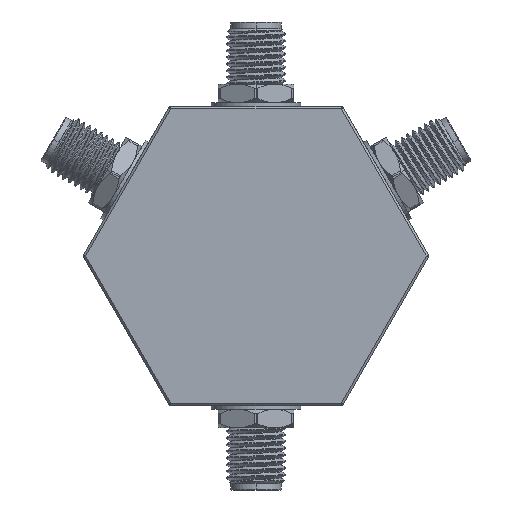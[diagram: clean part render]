
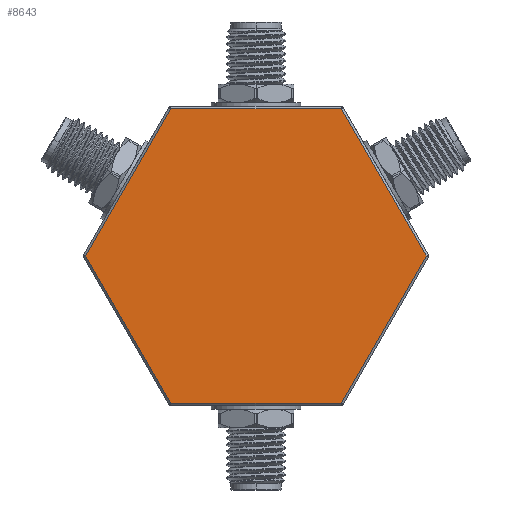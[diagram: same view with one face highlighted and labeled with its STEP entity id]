
A CAD part, front view. The second image highlights one B-rep face of the part: STEP entity #8643.
In plain terms, the highlighted planar face has unit normal (0, -1, 0).
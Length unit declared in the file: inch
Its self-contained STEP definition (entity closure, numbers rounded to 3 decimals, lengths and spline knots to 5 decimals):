
#810 = LINE ( 'NONE', #13838, #8973 ) ;
#987 = LINE ( 'NONE', #8357, #2071 ) ;
#1191 = CARTESIAN_POINT ( 'NONE',  ( 0., -0.325, 0. ) ) ;
#1555 = VERTEX_POINT ( 'NONE', #14982 ) ;
#1718 = CARTESIAN_POINT ( 'NONE',  ( -0.53261, -0.325, 0.3075 ) ) ;
#2071 = VECTOR ( 'NONE', #17183, 39.37008 ) ;
#3158 = LINE ( 'NONE', #18107, #16237 ) ;
#4167 = DIRECTION ( 'NONE',  ( 1., 0., 0. ) ) ;
#4765 = VERTEX_POINT ( 'NONE', #11259 ) ;
#4848 = ORIENTED_EDGE ( 'NONE', *, *, #15325, .T. ) ;
#4919 = VECTOR ( 'NONE', #7560, 39.37008 ) ;
#5039 = DIRECTION ( 'NONE',  ( -0.5, 0., 0.866 ) ) ;
#5170 = EDGE_CURVE ( 'NONE', #8830, #14443, #810, .T. ) ;
#6254 = CARTESIAN_POINT ( 'NONE',  ( 0., -0.325, 0.615 ) ) ;
#6911 = EDGE_CURVE ( 'NONE', #4765, #8830, #3158, .T. ) ;
#6916 = EDGE_CURVE ( 'NONE', #8033, #17906, #16475, .T. ) ;
#7336 = EDGE_LOOP ( 'NONE', ( #18181, #9964, #14551, #4848, #9526, #14616 ) ) ;
#7413 = CARTESIAN_POINT ( 'NONE',  ( -0.71014, -0.325, 0. ) ) ;
#7560 = DIRECTION ( 'NONE',  ( -0.5, 0., -0.866 ) ) ;
#8033 = VERTEX_POINT ( 'NONE', #13372 ) ;
#8357 = CARTESIAN_POINT ( 'NONE',  ( 0., -0.325, -0.615 ) ) ;
#8360 = EDGE_CURVE ( 'NONE', #17906, #1555, #18357, .T. ) ;
#8469 = PLANE ( 'NONE',  #16515 ) ;
#8643 = ADVANCED_FACE ( 'NONE', ( #17201 ), #8469, .F. ) ;
#8830 = VERTEX_POINT ( 'NONE', #15652 ) ;
#8973 = VECTOR ( 'NONE', #5039, 39.37008 ) ;
#9526 = ORIENTED_EDGE ( 'NONE', *, *, #6916, .T. ) ;
#9964 = ORIENTED_EDGE ( 'NONE', *, *, #6911, .T. ) ;
#11259 = CARTESIAN_POINT ( 'NONE',  ( 0.35507, -0.325, -0.615 ) ) ;
#11271 = CARTESIAN_POINT ( 'NONE',  ( 0.35507, -0.325, 0.615 ) ) ;
#11892 = VECTOR ( 'NONE', #17110, 39.37008 ) ;
#12311 = CARTESIAN_POINT ( 'NONE',  ( -0.53261, -0.325, -0.3075 ) ) ;
#13372 = CARTESIAN_POINT ( 'NONE',  ( -0.35507, -0.325, 0.615 ) ) ;
#13521 = LINE ( 'NONE', #6254, #16715 ) ;
#13838 = CARTESIAN_POINT ( 'NONE',  ( 0.53261, -0.325, 0.3075 ) ) ;
#14311 = DIRECTION ( 'NONE',  ( 0., 1., 0. ) ) ;
#14443 = VERTEX_POINT ( 'NONE', #11271 ) ;
#14551 = ORIENTED_EDGE ( 'NONE', *, *, #5170, .T. ) ;
#14616 = ORIENTED_EDGE ( 'NONE', *, *, #8360, .T. ) ;
#14982 = CARTESIAN_POINT ( 'NONE',  ( -0.35507, -0.325, -0.615 ) ) ;
#15036 = EDGE_CURVE ( 'NONE', #1555, #4765, #987, .T. ) ;
#15325 = EDGE_CURVE ( 'NONE', #14443, #8033, #13521, .T. ) ;
#15652 = CARTESIAN_POINT ( 'NONE',  ( 0.71014, -0.325, 0. ) ) ;
#16237 = VECTOR ( 'NONE', #16667, 39.37008 ) ;
#16475 = LINE ( 'NONE', #1718, #4919 ) ;
#16515 = AXIS2_PLACEMENT_3D ( 'NONE', #1191, #14311, #4167 ) ;
#16667 = DIRECTION ( 'NONE',  ( 0.5, 0., 0.866 ) ) ;
#16715 = VECTOR ( 'NONE', #17947, 39.37008 ) ;
#17110 = DIRECTION ( 'NONE',  ( 0.5, 0., -0.866 ) ) ;
#17183 = DIRECTION ( 'NONE',  ( 1., 0., 0. ) ) ;
#17201 = FACE_OUTER_BOUND ( 'NONE', #7336, .T. ) ;
#17906 = VERTEX_POINT ( 'NONE', #7413 ) ;
#17947 = DIRECTION ( 'NONE',  ( -1., 0., 0. ) ) ;
#18107 = CARTESIAN_POINT ( 'NONE',  ( 0.53261, -0.325, -0.3075 ) ) ;
#18181 = ORIENTED_EDGE ( 'NONE', *, *, #15036, .T. ) ;
#18357 = LINE ( 'NONE', #12311, #11892 ) ;
